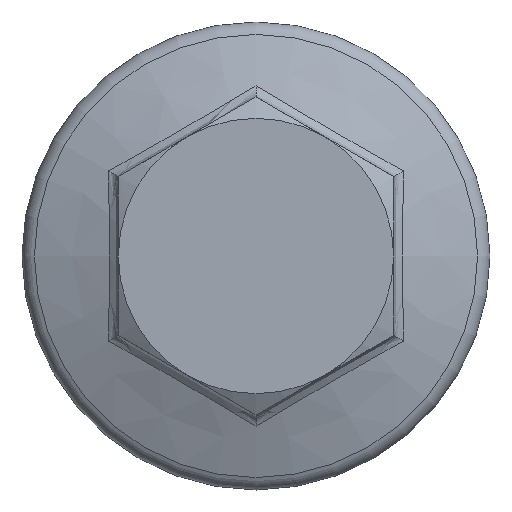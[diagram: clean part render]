
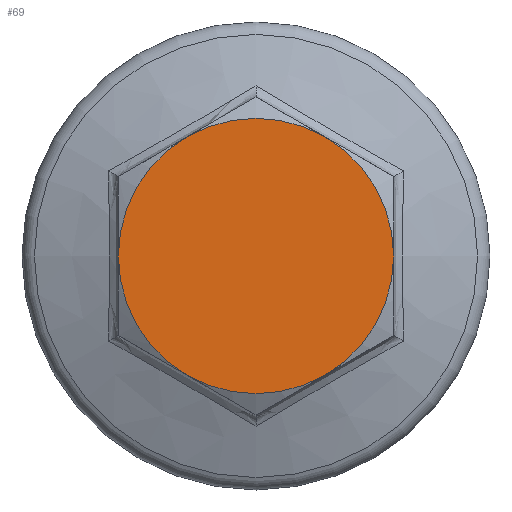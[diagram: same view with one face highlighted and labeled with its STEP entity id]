
A CAD part, left-side view. The second image highlights one B-rep face of the part: STEP entity #69.
In plain terms, the highlighted planar face has unit normal (-1, 0, 0).
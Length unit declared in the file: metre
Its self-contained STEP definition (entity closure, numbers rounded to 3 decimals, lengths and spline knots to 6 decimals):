
#69 = ADVANCED_FACE( 'NONE', ( #148 ), #149, .F. );
#148 = FACE_OUTER_BOUND( '', #260, .T. );
#149 = PLANE( '', #261 );
#260 = EDGE_LOOP( '', ( #505, #506, #507, #508, #509, #510 ) );
#261 = AXIS2_PLACEMENT_3D( '', #511, #512, #513 );
#505 = ORIENTED_EDGE( '', *, *, #645, .F. );
#506 = ORIENTED_EDGE( '', *, *, #631, .F. );
#507 = ORIENTED_EDGE( '', *, *, #653, .F. );
#508 = ORIENTED_EDGE( '', *, *, #618, .F. );
#509 = ORIENTED_EDGE( '', *, *, #654, .T. );
#510 = ORIENTED_EDGE( '', *, *, #655, .F. );
#511 = CARTESIAN_POINT( '', ( 0., 0., 0.004619 ) );
#512 = DIRECTION( '', ( 1., 0., 0. ) );
#513 = DIRECTION( '', ( 0., 0., 1. ) );
#618 = EDGE_CURVE( 'NONE', #697, #693, #699, .T. );
#631 = EDGE_CURVE( 'NONE', #715, #719, #720, .T. );
#645 = EDGE_CURVE( 'NONE', #719, #737, #739, .T. );
#653 = EDGE_CURVE( 'NONE', #693, #715, #751, .T. );
#654 = EDGE_CURVE( 'NONE', #697, #747, #752, .T. );
#655 = EDGE_CURVE( 'NONE', #737, #747, #753, .T. );
#693 = VERTEX_POINT( 'NONE', #804 );
#697 = VERTEX_POINT( 'NONE', #826 );
#699 = CIRCLE( '', #838, 0.004 );
#715 = VERTEX_POINT( 'NONE', #900 );
#719 = VERTEX_POINT( 'NONE', #922 );
#720 = CIRCLE( '', #923, 0.004 );
#737 = VERTEX_POINT( 'NONE', #964 );
#739 = CIRCLE( '', #975, 0.004 );
#747 = VERTEX_POINT( 'NONE', #989 );
#751 = CIRCLE( '', #1011, 0.004 );
#752 = CIRCLE( '', #1012, 0.004 );
#753 = CIRCLE( '', #1013, 0.004 );
#804 = CARTESIAN_POINT( '', ( 0., -0.002, -0.003464 ) );
#826 = CARTESIAN_POINT( '', ( 0., -0.004, 0. ) );
#838 = AXIS2_PLACEMENT_3D( '', #1171, #1172, #1173 );
#900 = CARTESIAN_POINT( '', ( 0., 0.002, -0.003464 ) );
#922 = CARTESIAN_POINT( '', ( 0., 0.004, 0. ) );
#923 = AXIS2_PLACEMENT_3D( '', #1175, #1176, #1177 );
#964 = CARTESIAN_POINT( '', ( 0., 0.002, 0.003464 ) );
#975 = AXIS2_PLACEMENT_3D( '', #1188, #1189, #1190 );
#989 = CARTESIAN_POINT( '', ( 0., -0.002, 0.003464 ) );
#1011 = AXIS2_PLACEMENT_3D( '', #1193, #1194, #1195 );
#1012 = AXIS2_PLACEMENT_3D( '', #1196, #1197, #1198 );
#1013 = AXIS2_PLACEMENT_3D( '', #1199, #1200, #1201 );
#1171 = CARTESIAN_POINT( '', ( 0., 0., 0. ) );
#1172 = DIRECTION( '', ( 1., 0., 0. ) );
#1173 = DIRECTION( '', ( 0., 1., 0. ) );
#1175 = CARTESIAN_POINT( '', ( 0., 0., 0. ) );
#1176 = DIRECTION( '', ( 1., 0., 0. ) );
#1177 = DIRECTION( '', ( 0., 1., 0. ) );
#1188 = CARTESIAN_POINT( '', ( 0., 0., 0. ) );
#1189 = DIRECTION( '', ( 1., 0., 0. ) );
#1190 = DIRECTION( '', ( 0., 1., 0. ) );
#1193 = CARTESIAN_POINT( '', ( 0., 0., 0. ) );
#1194 = DIRECTION( '', ( 1., 0., 0. ) );
#1195 = DIRECTION( '', ( 0., 1., 0. ) );
#1196 = CARTESIAN_POINT( '', ( 0., 0., 0. ) );
#1197 = DIRECTION( '', ( -1., 0., 0. ) );
#1198 = DIRECTION( '', ( 0., -1., 0. ) );
#1199 = CARTESIAN_POINT( '', ( 0., 0., 0. ) );
#1200 = DIRECTION( '', ( 1., 0., 0. ) );
#1201 = DIRECTION( '', ( 0., 1., 0. ) );
